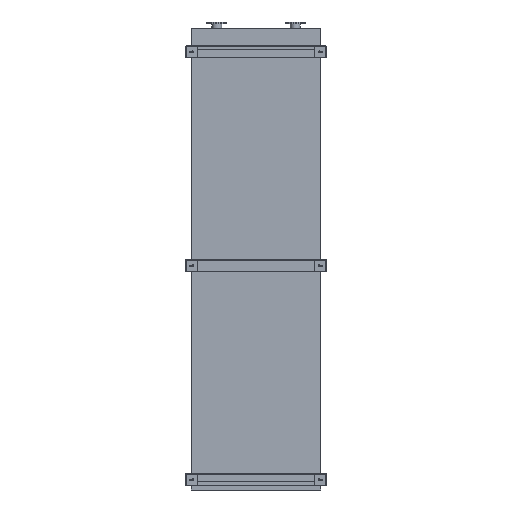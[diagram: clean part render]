
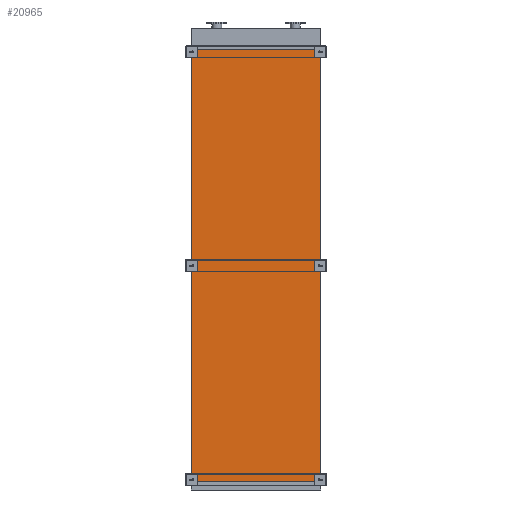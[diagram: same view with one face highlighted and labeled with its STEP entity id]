
A CAD part, front view. The second image highlights one B-rep face of the part: STEP entity #20965.
In plain terms, the highlighted planar face has unit normal (0, -1, 0).
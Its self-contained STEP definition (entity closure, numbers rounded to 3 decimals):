
#1828 = EDGE_CURVE ( 'NONE', #5623, #25118, #10930, .T. ) ;
#2290 = CARTESIAN_POINT ( 'NONE',  ( -725., 0., -4850. ) ) ;
#2523 = EDGE_LOOP ( 'NONE', ( #24439, #9429, #31255, #7803 ) ) ;
#3442 = LINE ( 'NONE', #22227, #16531 ) ;
#4930 = DIRECTION ( 'NONE',  ( 0., 0., -1. ) ) ;
#5623 = VERTEX_POINT ( 'NONE', #2290 ) ;
#6115 = LINE ( 'NONE', #14038, #24921 ) ;
#6502 = CARTESIAN_POINT ( 'NONE',  ( -725., 0., 0. ) ) ;
#7803 = ORIENTED_EDGE ( 'NONE', *, *, #28552, .T. ) ;
#7946 = FACE_OUTER_BOUND ( 'NONE', #2523, .T. ) ;
#9138 = DIRECTION ( 'NONE',  ( 0., 0., 1. ) ) ;
#9429 = ORIENTED_EDGE ( 'NONE', *, *, #1828, .F. ) ;
#9726 = CARTESIAN_POINT ( 'NONE',  ( -725., 0., -4850. ) ) ;
#10117 = VERTEX_POINT ( 'NONE', #15663 ) ;
#10930 = LINE ( 'NONE', #23872, #23991 ) ;
#14038 = CARTESIAN_POINT ( 'NONE',  ( -725., 0., -4850. ) ) ;
#15663 = CARTESIAN_POINT ( 'NONE',  ( 725., 0., 0. ) ) ;
#16531 = VECTOR ( 'NONE', #19754, 1000. ) ;
#17178 = PLANE ( 'NONE',  #30747 ) ;
#17303 = EDGE_CURVE ( 'NONE', #5623, #21685, #6115, .T. ) ;
#19653 = DIRECTION ( 'NONE',  ( 0., -1., 0. ) ) ;
#19754 = DIRECTION ( 'NONE',  ( 0., 0., 1. ) ) ;
#20957 = VECTOR ( 'NONE', #23686, 1000. ) ;
#20965 = ADVANCED_FACE ( 'NONE', ( #7946 ), #17178, .T. ) ;
#21475 = DIRECTION ( 'NONE',  ( 1., 0., 0. ) ) ;
#21685 = VERTEX_POINT ( 'NONE', #23956 ) ;
#21726 = LINE ( 'NONE', #6502, #20957 ) ;
#22227 = CARTESIAN_POINT ( 'NONE',  ( 725., 0., -4850. ) ) ;
#23075 = CARTESIAN_POINT ( 'NONE',  ( -725., 0., 0. ) ) ;
#23686 = DIRECTION ( 'NONE',  ( 1., 0., 0. ) ) ;
#23872 = CARTESIAN_POINT ( 'NONE',  ( -725., 0., -4850. ) ) ;
#23956 = CARTESIAN_POINT ( 'NONE',  ( 725., 0., -4850. ) ) ;
#23991 = VECTOR ( 'NONE', #9138, 1000. ) ;
#24439 = ORIENTED_EDGE ( 'NONE', *, *, #25232, .F. ) ;
#24921 = VECTOR ( 'NONE', #21475, 1000. ) ;
#25118 = VERTEX_POINT ( 'NONE', #23075 ) ;
#25232 = EDGE_CURVE ( 'NONE', #25118, #10117, #21726, .T. ) ;
#28552 = EDGE_CURVE ( 'NONE', #21685, #10117, #3442, .T. ) ;
#30747 = AXIS2_PLACEMENT_3D ( 'NONE', #9726, #19653, #4930 ) ;
#31255 = ORIENTED_EDGE ( 'NONE', *, *, #17303, .T. ) ;
